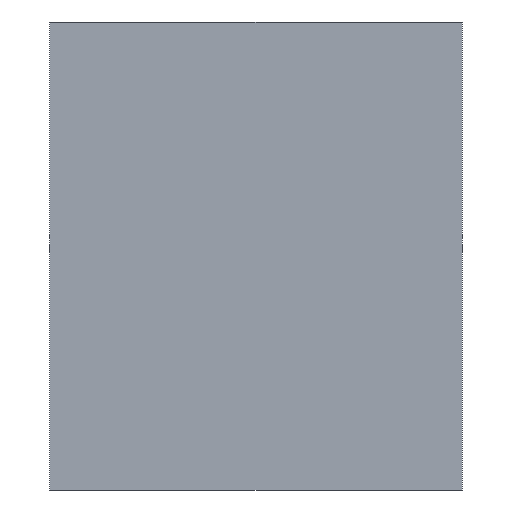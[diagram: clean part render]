
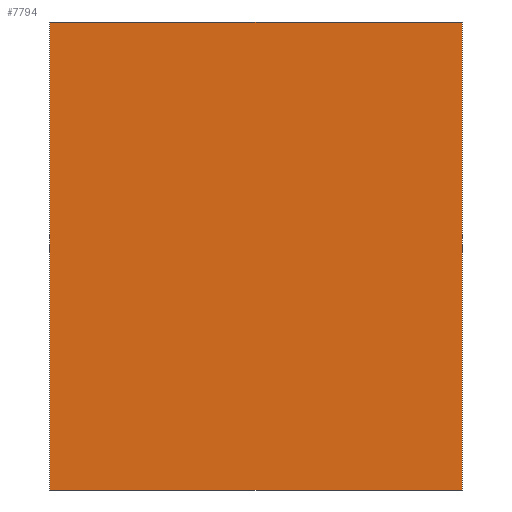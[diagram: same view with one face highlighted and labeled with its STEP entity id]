
A CAD part, front view. The second image highlights one B-rep face of the part: STEP entity #7794.
In plain terms, the highlighted planar face has unit normal (0, -1, 0).
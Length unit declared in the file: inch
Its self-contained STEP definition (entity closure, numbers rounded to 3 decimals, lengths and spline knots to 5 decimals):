
#983=FACE_OUTER_BOUND('',#1480,.T.);
#1480=EDGE_LOOP('',(#5287,#5288,#5289,#5290));
#2012=LINE('',#11193,#2729);
#2015=LINE('',#11199,#2732);
#2018=LINE('',#11205,#2735);
#2021=LINE('',#11209,#2738);
#2729=VECTOR('',#9175,0.01);
#2732=VECTOR('',#9180,0.01);
#2735=VECTOR('',#9185,0.01);
#2738=VECTOR('',#9190,0.01);
#3446=VERTEX_POINT('',#11190);
#3447=VERTEX_POINT('',#11192);
#3449=VERTEX_POINT('',#11198);
#3451=VERTEX_POINT('',#11204);
#4126=EDGE_CURVE('',#3447,#3446,#2012,.T.);
#4129=EDGE_CURVE('',#3449,#3447,#2015,.T.);
#4132=EDGE_CURVE('',#3451,#3449,#2018,.T.);
#4135=EDGE_CURVE('',#3446,#3451,#2021,.T.);
#5287=ORIENTED_EDGE('',*,*,#4135,.T.);
#5288=ORIENTED_EDGE('',*,*,#4132,.T.);
#5289=ORIENTED_EDGE('',*,*,#4129,.T.);
#5290=ORIENTED_EDGE('',*,*,#4126,.T.);
#7558=PLANE('',#8524);
#7794=ADVANCED_FACE('',(#983),#7558,.T.);
#8524=AXIS2_PLACEMENT_3D('',#11211,#9193,#9194);
#9175=DIRECTION('',(0.,0.,1.));
#9180=DIRECTION('',(1.,0.,0.));
#9185=DIRECTION('',(0.,0.,-1.));
#9190=DIRECTION('',(-1.,0.,0.));
#9193=DIRECTION('center_axis',(0.,-1.,0.));
#9194=DIRECTION('ref_axis',(0.,0.,-1.));
#11190=CARTESIAN_POINT('',(7.5,-0.1,8.5));
#11192=CARTESIAN_POINT('',(7.5,-0.1,-8.5));
#11193=CARTESIAN_POINT('',(7.5,-0.1,8.5));
#11198=CARTESIAN_POINT('',(-7.5,-0.1,-8.5));
#11199=CARTESIAN_POINT('',(7.5,-0.1,-8.5));
#11204=CARTESIAN_POINT('',(-7.5,-0.1,8.5));
#11205=CARTESIAN_POINT('',(-7.5,-0.1,-8.5));
#11209=CARTESIAN_POINT('',(-7.5,-0.1,8.5));
#11211=CARTESIAN_POINT('Origin',(0.,-0.1,0.));
